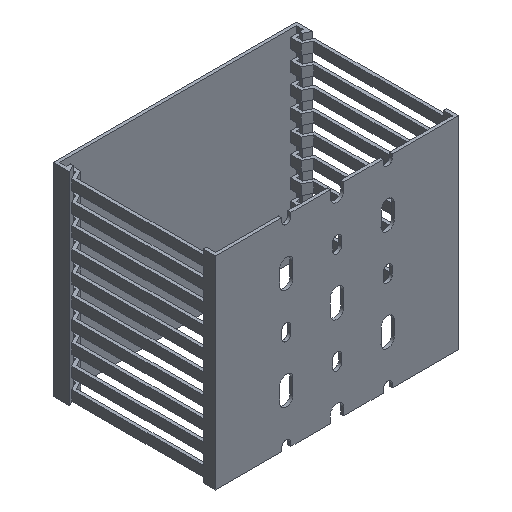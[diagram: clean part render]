
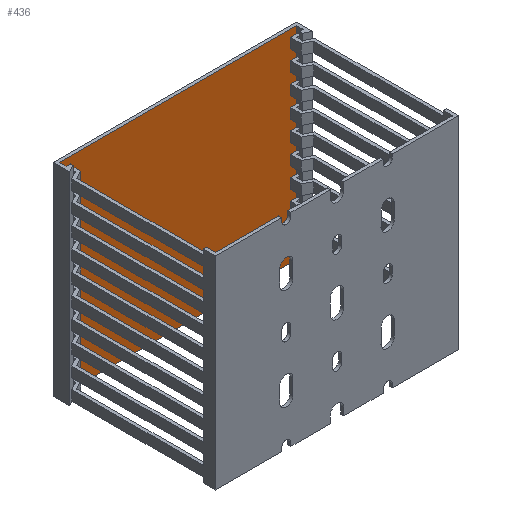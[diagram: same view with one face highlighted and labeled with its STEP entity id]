
A CAD part, isometric view. The second image highlights one B-rep face of the part: STEP entity #436.
In plain terms, the highlighted planar face has unit normal (0, -1, 0).
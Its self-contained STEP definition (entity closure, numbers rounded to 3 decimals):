
#155 = CARTESIAN_POINT ( 'NONE',  ( -58.5, 78.5, -100. ) ) ;
#402 = DIRECTION ( 'NONE',  ( 1., 0., 0. ) ) ;
#429 = DIRECTION ( 'NONE',  ( 0., 0., -1. ) ) ;
#436 = ADVANCED_FACE ( 'NONE', ( #4052 ), #6951, .T. ) ;
#1062 = VECTOR ( 'NONE', #402, 1000. ) ;
#1347 = DIRECTION ( 'NONE',  ( 1., 0., 0. ) ) ;
#1463 = CARTESIAN_POINT ( 'NONE',  ( 58.5, 78.5, -100. ) ) ;
#2140 = CARTESIAN_POINT ( 'NONE',  ( -58.5, 78.5, -100. ) ) ;
#2178 = VERTEX_POINT ( 'NONE', #3602 ) ;
#2487 = EDGE_CURVE ( 'NONE', #2178, #6626, #2782, .T. ) ;
#2702 = VECTOR ( 'NONE', #4896, 1000. ) ;
#2782 = LINE ( 'NONE', #5688, #1062 ) ;
#2862 = DIRECTION ( 'NONE',  ( 0., 0., 1. ) ) ;
#3602 = CARTESIAN_POINT ( 'NONE',  ( -58.5, 78.5, -100. ) ) ;
#3664 = LINE ( 'NONE', #2140, #4206 ) ;
#3944 = ORIENTED_EDGE ( 'NONE', *, *, #2487, .T. ) ;
#4052 = FACE_OUTER_BOUND ( 'NONE', #5909, .T. ) ;
#4107 = EDGE_CURVE ( 'NONE', #4917, #8897, #9339, .T. ) ;
#4140 = CARTESIAN_POINT ( 'NONE',  ( 58.5, 78.5, -100. ) ) ;
#4206 = VECTOR ( 'NONE', #2862, 1000. ) ;
#4896 = DIRECTION ( 'NONE',  ( 0., 0., 1. ) ) ;
#4901 = EDGE_CURVE ( 'NONE', #2178, #4917, #3664, .T. ) ;
#4917 = VERTEX_POINT ( 'NONE', #5141 ) ;
#5141 = CARTESIAN_POINT ( 'NONE',  ( -58.5, 78.5, 0. ) ) ;
#5688 = CARTESIAN_POINT ( 'NONE',  ( -58.5, 78.5, -100. ) ) ;
#5909 = EDGE_LOOP ( 'NONE', ( #7033, #7337, #3944, #7907 ) ) ;
#6450 = EDGE_CURVE ( 'NONE', #6626, #8897, #9137, .T. ) ;
#6626 = VERTEX_POINT ( 'NONE', #1463 ) ;
#6951 = PLANE ( 'NONE',  #7901 ) ;
#7033 = ORIENTED_EDGE ( 'NONE', *, *, #4107, .F. ) ;
#7129 = CARTESIAN_POINT ( 'NONE',  ( 58.5, 78.5, 0. ) ) ;
#7219 = VECTOR ( 'NONE', #1347, 1000. ) ;
#7337 = ORIENTED_EDGE ( 'NONE', *, *, #4901, .F. ) ;
#7343 = DIRECTION ( 'NONE',  ( 0., -1., 0. ) ) ;
#7901 = AXIS2_PLACEMENT_3D ( 'NONE', #155, #7343, #429 ) ;
#7907 = ORIENTED_EDGE ( 'NONE', *, *, #6450, .T. ) ;
#8676 = CARTESIAN_POINT ( 'NONE',  ( -58.5, 78.5, 0. ) ) ;
#8897 = VERTEX_POINT ( 'NONE', #7129 ) ;
#9137 = LINE ( 'NONE', #4140, #2702 ) ;
#9339 = LINE ( 'NONE', #8676, #7219 ) ;
